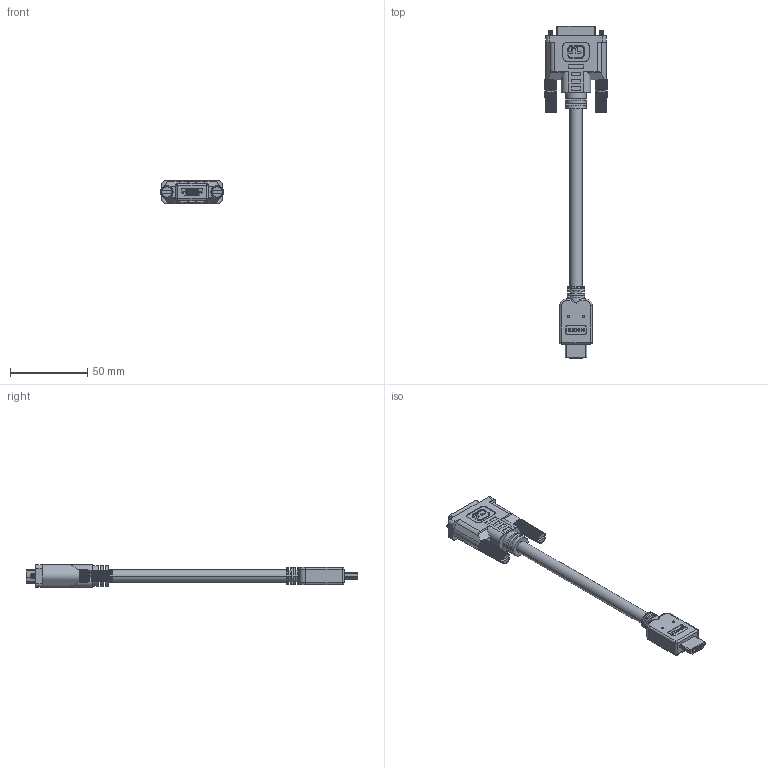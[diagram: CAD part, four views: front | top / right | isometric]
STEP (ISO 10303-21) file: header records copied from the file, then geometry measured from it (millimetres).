
FILE_DESCRIPTION((''),'2;1');
FILE_NAME('ASM0078_ASM','2020-03-23T',('Administrator'),(''),'PRO/ENGINEER BY PARAMETRIC TECHNOLOGY CORPORATION, 2009440','PRO/ENGINEER BY PARAMETRIC TECHNOLOGY CORPORATION, 2009440','');
FILE_SCHEMA(('CONFIG_CONTROL_DESIGN'));
Length unit declared in the file: millimetre
Products named in the file (4): M2-DVI-024_6_2; PRT0398_13; HDMI-MOLD; ASM0078_ASM
Assembly tree (4 placements, depth 2):
  ASM0078_ASM
    M2-DVI-024_6_2
    PRT0398_13  x2
    HDMI-MOLD
Bounding box: 40.5 x 214.28 x 14.5 mm (x, y, z)
Volume: 33311.6 mm3; surface area: 16657.7 mm2
Topology: 4 solids, 4 shells, 1402 faces, 3799 edges, 2488 vertices
Faces by surface type: plane 1059, cylinder 167, cone 136, torus 24, bspline 12, sphere 4
Entity records: 34216 total; most frequent: CARTESIAN_POINT 8182, ORIENTED_EDGE 5550, DIRECTION 5061, EDGE_CURVE 2775, VECTOR 2109, LINE 2109, VERTEX_POINT 1808, AXIS2_PLACEMENT_3D 1476
